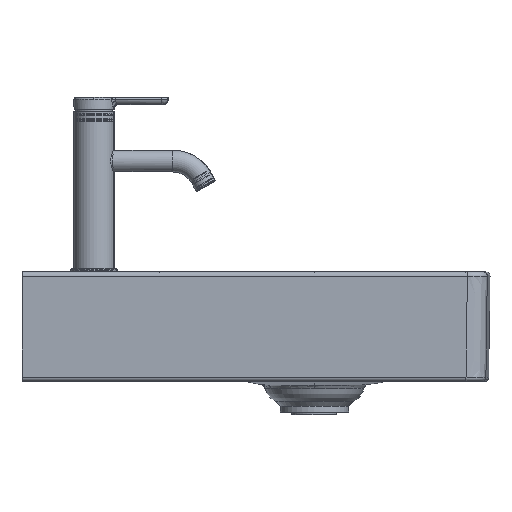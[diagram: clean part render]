
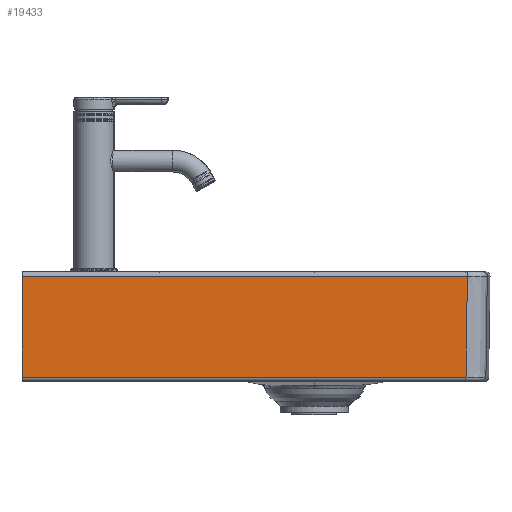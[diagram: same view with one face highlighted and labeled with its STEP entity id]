
A CAD part, front view. The second image highlights one B-rep face of the part: STEP entity #19433.
In plain terms, the highlighted planar face has unit normal (-0.001, -1, -0.014).
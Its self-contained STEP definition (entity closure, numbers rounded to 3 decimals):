
#19303=CARTESIAN_POINT('',(446.267,-498.556,-105.857));
#19304=VERTEX_POINT('',#19303);
#19377=CARTESIAN_POINT('',(447.638,-499.941,-4.359));
#19378=VERTEX_POINT('',#19377);
#19392=CARTESIAN_POINT('',(446.267,-498.556,-105.857));
#19393=DIRECTION('',(0.014,-0.014,1.));
#19394=VECTOR('',#19393,101.517);
#19395=LINE('',#19392,#19394);
#19396=EDGE_CURVE('',#19378,#19304,#19395,.F.);
#19403=CARTESIAN_POINT('',(0.0,-500.0,0.0));
#19404=DIRECTION('',(0.0,1.,0.014));
#19405=DIRECTION('',(0.0,-0.014,1.));
#19406=AXIS2_PLACEMENT_3D('',#19403,#19404,#19405);
#19407=PLANE('',#19406);
#19408=CARTESIAN_POINT('',(0.0,-499.941,-4.359));
#19409=VERTEX_POINT('',#19408);
#19410=CARTESIAN_POINT('',(447.638,-499.941,-4.359));
#19411=DIRECTION('',(-1.0,0.0,0.0));
#19412=VECTOR('',#19411,447.638);
#19413=LINE('',#19410,#19412);
#19414=EDGE_CURVE('',#19409,#19378,#19413,.F.);
#19415=ORIENTED_EDGE('',*,*,#19414,.F.);
#19416=CARTESIAN_POINT('',(0.0,-498.556,-105.857));
#19417=VERTEX_POINT('',#19416);
#19418=CARTESIAN_POINT('',(0.0,-499.941,-4.359));
#19419=DIRECTION('',(0.0,0.014,-1.));
#19420=VECTOR('',#19419,101.508);
#19421=LINE('',#19418,#19420);
#19422=EDGE_CURVE('',#19409,#19417,#19421,.T.);
#19423=ORIENTED_EDGE('',*,*,#19422,.T.);
#19424=CARTESIAN_POINT('',(446.267,-498.556,-105.857));
#19425=DIRECTION('',(-1.0,0.,0.));
#19426=VECTOR('',#19425,446.267);
#19427=LINE('',#19424,#19426);
#19428=EDGE_CURVE('',#19304,#19417,#19427,.T.);
#19429=ORIENTED_EDGE('',*,*,#19428,.F.);
#19430=ORIENTED_EDGE('',*,*,#19396,.F.);
#19431=EDGE_LOOP('',(#19415,#19423,#19429,#19430));
#19432=FACE_OUTER_BOUND('',#19431,.T.);
#19433=ADVANCED_FACE('',(#19432),#19407,.F.);
